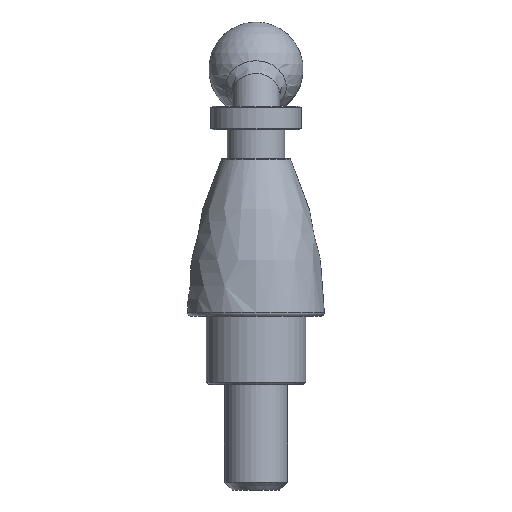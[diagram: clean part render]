
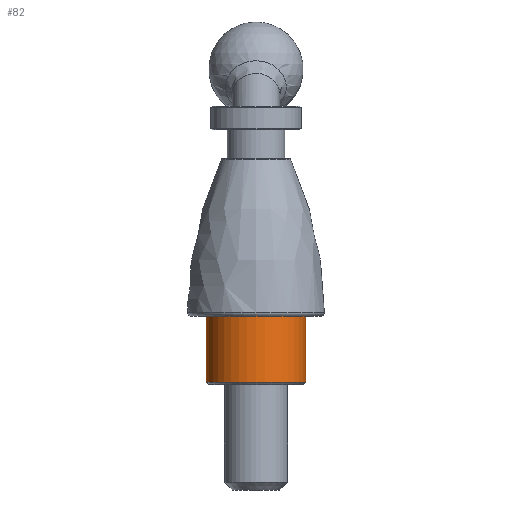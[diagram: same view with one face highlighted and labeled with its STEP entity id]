
A CAD part, left-side view. The second image highlights one B-rep face of the part: STEP entity #82.
In plain terms, the highlighted cylindrical face has radius 9.5 mm (diameter 19 mm), a full revolution.
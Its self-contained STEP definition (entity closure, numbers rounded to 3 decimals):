
#82 = ADVANCED_FACE( '', ( #185, #186 ), #187, .T. );
#185 = FACE_OUTER_BOUND( '', #1146, .T. );
#186 = FACE_OUTER_BOUND( '', #1147, .T. );
#187 = CYLINDRICAL_SURFACE( '', #1148, 9.5 );
#1146 = EDGE_LOOP( '', ( #1941 ) );
#1147 = EDGE_LOOP( '', ( #1942 ) );
#1148 = AXIS2_PLACEMENT_3D( '', #1943, #1944, #1945 );
#1941 = ORIENTED_EDGE( '', *, *, #2052, .T. );
#1942 = ORIENTED_EDGE( '', *, *, #2053, .F. );
#1943 = CARTESIAN_POINT( '', ( 0., 0., 57.15 ) );
#1944 = DIRECTION( '', ( 0., 0., -1. ) );
#1945 = DIRECTION( '', ( 1., 0., 0. ) );
#2052 = EDGE_CURVE( '', #2130, #2130, #2131, .T. );
#2053 = EDGE_CURVE( '', #2132, #2132, #2133, .T. );
#2130 = VERTEX_POINT( '', #3097 );
#2131 = CIRCLE( '', #3098, 9.5 );
#2132 = VERTEX_POINT( '', #3099 );
#2133 = CIRCLE( '', #3100, 9.5 );
#3097 = CARTESIAN_POINT( '', ( 9.5, 0., 0.5 ) );
#3098 = AXIS2_PLACEMENT_3D( '', #3174, #3175, #3176 );
#3099 = CARTESIAN_POINT( '', ( 9.5, 0., 13. ) );
#3100 = AXIS2_PLACEMENT_3D( '', #3177, #3178, #3179 );
#3174 = CARTESIAN_POINT( '', ( 0., 0., 0.5 ) );
#3175 = DIRECTION( '', ( 0., 0., 1. ) );
#3176 = DIRECTION( '', ( 1., 0., 0. ) );
#3177 = CARTESIAN_POINT( '', ( 0., 0., 13. ) );
#3178 = DIRECTION( '', ( 0., 0., 1. ) );
#3179 = DIRECTION( '', ( 1., 0., 0. ) );
